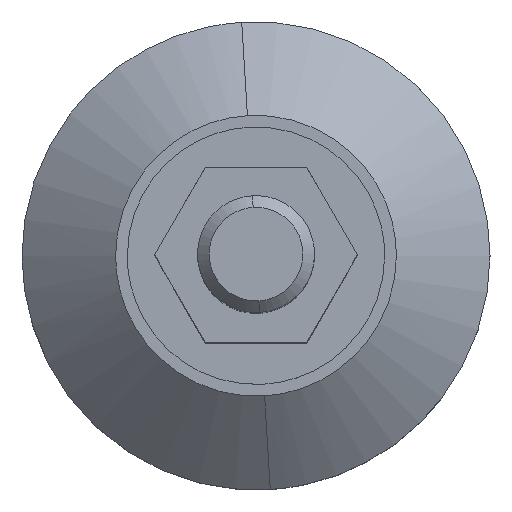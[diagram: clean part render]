
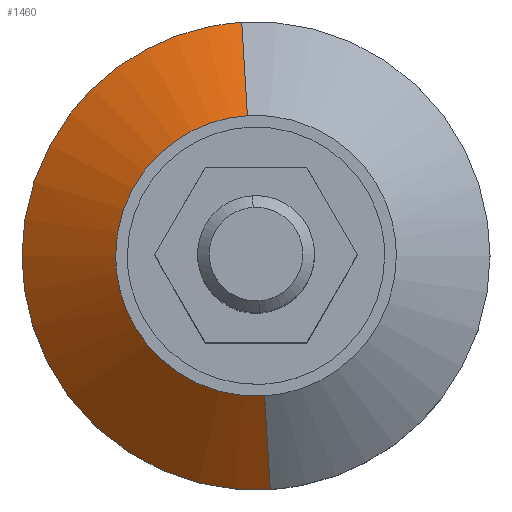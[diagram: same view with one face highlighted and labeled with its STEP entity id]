
A CAD part, top view. The second image highlights one B-rep face of the part: STEP entity #1460.
In plain terms, the highlighted free-form (B-spline) face has degree [2, 1] with [5, 2] control points.
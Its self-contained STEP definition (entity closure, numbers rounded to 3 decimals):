
#1235=CARTESIAN_POINT('',(-2.442,39.925,15.));
#1236=VERTEX_POINT('',#1235);
#1259=CARTESIAN_POINT('',(2.442,-39.925,15.));
#1260=VERTEX_POINT('',#1259);
#1306=CARTESIAN_POINT('',(-40.,0.0,15.0));
#1307=VERTEX_POINT('',#1306);
#1308=CARTESIAN_POINT('',(2.442,-39.925,15.));
#1309=CARTESIAN_POINT('',(1.222,-40.,15.));
#1310=CARTESIAN_POINT('',(0.,-40.,15.));
#1311=CARTESIAN_POINT('',(-40.,-40.,15.));
#1312=CARTESIAN_POINT('',(-40.,0.0,15.0));
#1320=(BOUNDED_CURVE()B_SPLINE_CURVE(2,(#1308,#1309,#1310,#1311,#1312),.UNSPECIFIED.,.F.,.U.)B_SPLINE_CURVE_WITH_KNOTS((3,2,3),(0.739,0.75,1.0),.UNSPECIFIED.)CURVE()GEOMETRIC_REPRESENTATION_ITEM()RATIONAL_B_SPLINE_CURVE((0.976,0.988,1.0,0.707,1.0))REPRESENTATION_ITEM(''));
#1321=EDGE_CURVE('',#1260,#1307,#1320,.T.);
#1323=CARTESIAN_POINT('',(-40.,0.0,15.0));
#1324=CARTESIAN_POINT('',(-40.,37.628,15.));
#1325=CARTESIAN_POINT('',(-2.442,39.925,15.));
#1333=(BOUNDED_CURVE()B_SPLINE_CURVE(2,(#1323,#1324,#1325),.UNSPECIFIED.,.F.,.U.)B_SPLINE_CURVE_WITH_KNOTS((3,3),(0.0,0.239),.UNSPECIFIED.)CURVE()GEOMETRIC_REPRESENTATION_ITEM()RATIONAL_B_SPLINE_CURVE((1.0,0.72,0.976))REPRESENTATION_ITEM(''));
#1334=EDGE_CURVE('',#1307,#1236,#1333,.T.);
#1358=CARTESIAN_POINT('',(-1.465,23.955,28.));
#1359=VERTEX_POINT('',#1358);
#1360=CARTESIAN_POINT('',(-1.465,23.955,28.));
#1361=CARTESIAN_POINT('',(-2.442,39.925,15.));
#1362=QUASI_UNIFORM_CURVE('',1,(#1360,#1361),.UNSPECIFIED.,.F.,.U.);
#1363=EDGE_CURVE('',#1359,#1236,#1362,.T.);
#1382=CARTESIAN_POINT('',(1.465,-23.955,28.));
#1383=VERTEX_POINT('',#1382);
#1397=CARTESIAN_POINT('',(1.465,-23.955,28.));
#1398=CARTESIAN_POINT('',(2.442,-39.925,15.));
#1399=QUASI_UNIFORM_CURVE('',1,(#1397,#1398),.UNSPECIFIED.,.F.,.U.);
#1400=EDGE_CURVE('',#1383,#1260,#1399,.T.);
#1406=CARTESIAN_POINT('',(1.441,-23.556,28.325));
#1407=CARTESIAN_POINT('',(-22.115,-24.997,28.325));
#1408=CARTESIAN_POINT('',(-23.556,-1.441,28.325));
#1409=CARTESIAN_POINT('',(-24.997,22.115,28.325));
#1410=CARTESIAN_POINT('',(-1.441,23.556,28.325));
#1411=CARTESIAN_POINT('',(2.467,-40.335,14.667));
#1412=CARTESIAN_POINT('',(-37.868,-42.802,14.667));
#1413=CARTESIAN_POINT('',(-40.335,-2.467,14.667));
#1414=CARTESIAN_POINT('',(-42.802,37.868,14.667));
#1415=CARTESIAN_POINT('',(-2.467,40.335,14.667));
#1423=(BOUNDED_SURFACE()B_SPLINE_SURFACE(2,1,((#1406,#1411),(#1407,#1412),(#1408,#1413),(#1409,#1414),(#1410,#1415)),.UNSPECIFIED.,.F.,.F.,.U.)B_SPLINE_SURFACE_WITH_KNOTS((3,2,3),(2,2),(0.0,66.953,133.907),(0.0,21.659),.UNSPECIFIED.)GEOMETRIC_REPRESENTATION_ITEM()RATIONAL_B_SPLINE_SURFACE(((1.0,1.0),(0.707,0.707),(1.0,1.0),(0.707,0.707),(1.0,1.0)))REPRESENTATION_ITEM('')SURFACE());
#1424=ORIENTED_EDGE('',*,*,#1334,.F.);
#1425=ORIENTED_EDGE('',*,*,#1321,.F.);
#1426=ORIENTED_EDGE('',*,*,#1400,.F.);
#1427=CARTESIAN_POINT('',(-24.,0.0,28.0));
#1428=VERTEX_POINT('',#1427);
#1429=CARTESIAN_POINT('',(1.465,-23.955,28.));
#1430=CARTESIAN_POINT('',(0.733,-24.,28.));
#1431=CARTESIAN_POINT('',(0.,-24.,28.));
#1432=CARTESIAN_POINT('',(-24.,-24.,28.));
#1433=CARTESIAN_POINT('',(-24.,0.0,28.0));
#1441=(BOUNDED_CURVE()B_SPLINE_CURVE(2,(#1429,#1430,#1431,#1432,#1433),.UNSPECIFIED.,.F.,.U.)B_SPLINE_CURVE_WITH_KNOTS((3,2,3),(0.739,0.75,1.0),.UNSPECIFIED.)CURVE()GEOMETRIC_REPRESENTATION_ITEM()RATIONAL_B_SPLINE_CURVE((0.976,0.988,1.0,0.707,1.0))REPRESENTATION_ITEM(''));
#1442=EDGE_CURVE('',#1383,#1428,#1441,.T.);
#1443=ORIENTED_EDGE('',*,*,#1442,.T.);
#1444=CARTESIAN_POINT('',(-24.,0.0,28.0));
#1445=CARTESIAN_POINT('',(-24.,22.577,28.));
#1446=CARTESIAN_POINT('',(-1.465,23.955,28.));
#1454=(BOUNDED_CURVE()B_SPLINE_CURVE(2,(#1444,#1445,#1446),.UNSPECIFIED.,.F.,.U.)B_SPLINE_CURVE_WITH_KNOTS((3,3),(0.0,0.239),.UNSPECIFIED.)CURVE()GEOMETRIC_REPRESENTATION_ITEM()RATIONAL_B_SPLINE_CURVE((1.0,0.72,0.976))REPRESENTATION_ITEM(''));
#1455=EDGE_CURVE('',#1428,#1359,#1454,.T.);
#1456=ORIENTED_EDGE('',*,*,#1455,.T.);
#1457=ORIENTED_EDGE('',*,*,#1363,.T.);
#1458=EDGE_LOOP('',(#1424,#1425,#1426,#1443,#1456,#1457));
#1459=FACE_OUTER_BOUND('',#1458,.T.);
#1460=ADVANCED_FACE('',(#1459),#1423,.T.);
